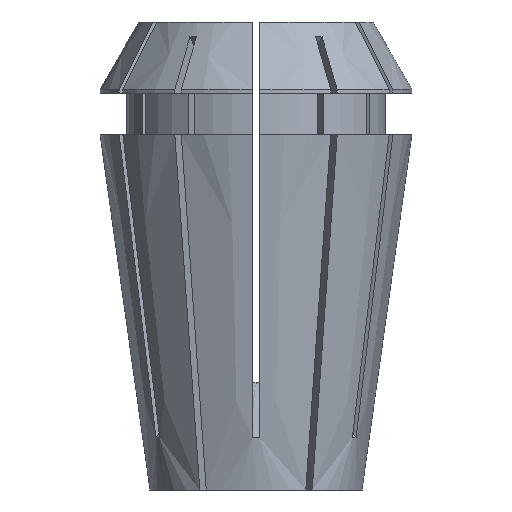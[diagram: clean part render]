
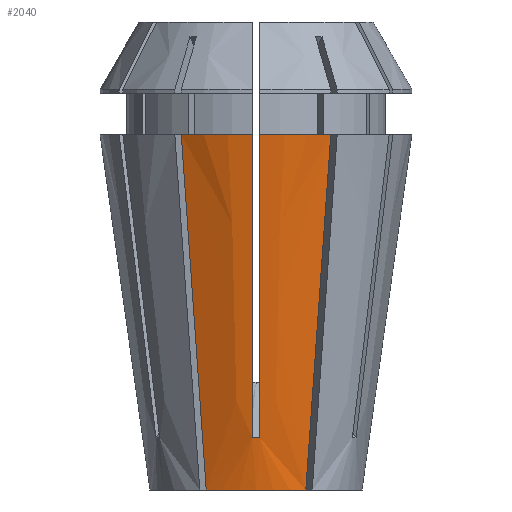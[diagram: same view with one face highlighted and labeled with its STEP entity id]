
A CAD part, left-side view. The second image highlights one B-rep face of the part: STEP entity #2040.
In plain terms, the highlighted conical face has half-angle 8 degrees and reference radius 7.141 mm.
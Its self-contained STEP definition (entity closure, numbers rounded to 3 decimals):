
#50 = CARTESIAN_POINT ( 'NONE',  ( -7.734, -4.177, 11.73 ) ) ;
#73 = AXIS2_PLACEMENT_3D ( 'NONE', #4323, #2095, #2921 ) ;
#106 = VERTEX_POINT ( 'NONE', #3072 ) ;
#258 = B_SPLINE_CURVE_WITH_KNOTS ( 'NONE', 3,
 ( #2521, #737, #3672, #721, #4011, #3321, #3685 ),
 .UNSPECIFIED., .F., .F.,
 ( 4, 3, 4 ),
 ( 0., 0.018, 0.024 ),
 .UNSPECIFIED. ) ;
#279 = ORIENTED_EDGE ( 'NONE', *, *, #285, .T. ) ;
#285 = EDGE_CURVE ( 'NONE', #4302, #2190, #963, .T. ) ;
#325 = CARTESIAN_POINT ( 'NONE',  ( -6.306, 3.352, 0. ) ) ;
#364 = B_SPLINE_CURVE_WITH_KNOTS ( 'NONE', 3,
 ( #1587, #3881, #1988, #4598, #1251, #1570, #2348 ),
 .UNSPECIFIED., .F., .F.,
 ( 4, 3, 4 ),
 ( 0.043, 0.05, 0.063 ),
 .UNSPECIFIED. ) ;
#510 = EDGE_CURVE ( 'NONE', #2190, #1414, #4045, .T. ) ;
#544 = CARTESIAN_POINT ( 'NONE',  ( -7.63, -0.25, 3.504 ) ) ;
#563 = ORIENTED_EDGE ( 'NONE', *, *, #3104, .T. ) ;
#646 = CARTESIAN_POINT ( 'NONE',  ( -8.826, -0.25, 12.009 ) ) ;
#671 = DIRECTION ( 'NONE',  ( 0., 0., -1. ) ) ;
#709 = CARTESIAN_POINT ( 'NONE',  ( -7.63, -0.25, 3.504 ) ) ;
#721 = CARTESIAN_POINT ( 'NONE',  ( -6.993, 3.749, 5.645 ) ) ;
#737 = CARTESIAN_POINT ( 'NONE',  ( -8.475, 4.604, 17.815 ) ) ;
#748 = CARTESIAN_POINT ( 'NONE',  ( -7.634, 0.083, 3.499 ) ) ;
#772 = DIRECTION ( 'NONE',  ( -1., 0., 0. ) ) ;
#806 = EDGE_CURVE ( 'NONE', #4302, #2599, #1798, .T. ) ;
#810 = B_SPLINE_CURVE_WITH_KNOTS ( 'NONE', 3,
 ( #2933, #748, #1208, #544 ),
 .UNSPECIFIED., .F., .F.,
 ( 4, 4 ),
 ( 0., 0.001 ),
 .UNSPECIFIED. ) ;
#963 = CIRCLE ( 'NONE', #4429, 10.5 ) ;
#987 = ORIENTED_EDGE ( 'NONE', *, *, #510, .T. ) ;
#1208 = CARTESIAN_POINT ( 'NONE',  ( -7.634, -0.083, 3.499 ) ) ;
#1251 = CARTESIAN_POINT ( 'NONE',  ( -8.826, 0.25, 12.009 ) ) ;
#1341 = CARTESIAN_POINT ( 'NONE',  ( -10.497, -0.25, 23.9 ) ) ;
#1360 = CARTESIAN_POINT ( 'NONE',  ( -9.216, -5.032, 23.9 ) ) ;
#1389 = CARTESIAN_POINT ( 'NONE',  ( 0., 0., 23.9 ) ) ;
#1390 = CARTESIAN_POINT ( 'NONE',  ( -10.139, -0.25, 21.354 ) ) ;
#1414 = VERTEX_POINT ( 'NONE', #3261 ) ;
#1570 = CARTESIAN_POINT ( 'NONE',  ( -8.228, 0.25, 7.756 ) ) ;
#1587 = CARTESIAN_POINT ( 'NONE',  ( -10.497, 0.25, 23.9 ) ) ;
#1754 = CARTESIAN_POINT ( 'NONE',  ( -8.228, -0.25, 7.756 ) ) ;
#1798 = B_SPLINE_CURVE_WITH_KNOTS ( 'NONE', 3,
 ( #3797, #1941, #50, #3027, #2322, #1964, #2335 ),
 .UNSPECIFIED., .F., .F.,
 ( 4, 3, 4 ),
 ( 0., 0.018, 0.024 ),
 .UNSPECIFIED. ) ;
#1937 = VERTEX_POINT ( 'NONE', #3207 ) ;
#1941 = CARTESIAN_POINT ( 'NONE',  ( -8.475, -4.604, 17.815 ) ) ;
#1960 = VERTEX_POINT ( 'NONE', #4420 ) ;
#1964 = CARTESIAN_POINT ( 'NONE',  ( -6.535, -3.484, 1.882 ) ) ;
#1988 = CARTESIAN_POINT ( 'NONE',  ( -9.781, 0.25, 18.807 ) ) ;
#1989 = CARTESIAN_POINT ( 'NONE',  ( -10.497, -0.25, 23.9 ) ) ;
#1995 = EDGE_CURVE ( 'NONE', #106, #1414, #810, .T. ) ;
#2012 = ORIENTED_EDGE ( 'NONE', *, *, #1995, .F. ) ;
#2040 = ADVANCED_FACE ( 'NONE', ( #4138 ), #3721, .T. ) ;
#2095 = DIRECTION ( 'NONE',  ( 0., 0., 1. ) ) ;
#2113 = DIRECTION ( 'NONE',  ( 0., 0., -1. ) ) ;
#2190 = VERTEX_POINT ( 'NONE', #1989 ) ;
#2283 = ORIENTED_EDGE ( 'NONE', *, *, #3711, .T. ) ;
#2322 = CARTESIAN_POINT ( 'NONE',  ( -6.764, -3.617, 3.763 ) ) ;
#2335 = CARTESIAN_POINT ( 'NONE',  ( -6.306, -3.352, 0. ) ) ;
#2348 = CARTESIAN_POINT ( 'NONE',  ( -7.63, 0.25, 3.504 ) ) ;
#2469 = DIRECTION ( 'NONE',  ( 0., 0., -1. ) ) ;
#2472 = CARTESIAN_POINT ( 'NONE',  ( -6.306, -3.352, 0. ) ) ;
#2495 = ORIENTED_EDGE ( 'NONE', *, *, #4771, .F. ) ;
#2521 = CARTESIAN_POINT ( 'NONE',  ( -9.216, 5.032, 23.9 ) ) ;
#2599 = VERTEX_POINT ( 'NONE', #2472 ) ;
#2608 = AXIS2_PLACEMENT_3D ( 'NONE', #3191, #2113, #772 ) ;
#2921 = DIRECTION ( 'NONE',  ( 1., 0., 0. ) ) ;
#2933 = CARTESIAN_POINT ( 'NONE',  ( -7.63, 0.25, 3.504 ) ) ;
#3027 = CARTESIAN_POINT ( 'NONE',  ( -6.993, -3.749, 5.645 ) ) ;
#3072 = CARTESIAN_POINT ( 'NONE',  ( -7.63, 0.25, 3.504 ) ) ;
#3104 = EDGE_CURVE ( 'NONE', #1937, #3649, #258, .T. ) ;
#3191 = CARTESIAN_POINT ( 'NONE',  ( 0., 0., 0. ) ) ;
#3207 = CARTESIAN_POINT ( 'NONE',  ( -9.216, 5.032, 23.9 ) ) ;
#3248 = ORIENTED_EDGE ( 'NONE', *, *, #806, .F. ) ;
#3261 = CARTESIAN_POINT ( 'NONE',  ( -7.63, -0.25, 3.504 ) ) ;
#3289 = CARTESIAN_POINT ( 'NONE',  ( -9.781, -0.25, 18.807 ) ) ;
#3306 = DIRECTION ( 'NONE',  ( -1., 0., 0. ) ) ;
#3321 = CARTESIAN_POINT ( 'NONE',  ( -6.535, 3.484, 1.882 ) ) ;
#3445 = CIRCLE ( 'NONE', #4712, 10.5 ) ;
#3494 = CIRCLE ( 'NONE', #2608, 7.141 ) ;
#3605 = EDGE_CURVE ( 'NONE', #2599, #3649, #3494, .T. ) ;
#3649 = VERTEX_POINT ( 'NONE', #325 ) ;
#3672 = CARTESIAN_POINT ( 'NONE',  ( -7.734, 4.177, 11.73 ) ) ;
#3685 = CARTESIAN_POINT ( 'NONE',  ( -6.306, 3.352, 0. ) ) ;
#3711 = EDGE_CURVE ( 'NONE', #1960, #1937, #3445, .T. ) ;
#3721 = CONICAL_SURFACE ( 'NONE', #73, 7.141, 0.14 ) ;
#3797 = CARTESIAN_POINT ( 'NONE',  ( -9.216, -5.032, 23.9 ) ) ;
#3810 = ORIENTED_EDGE ( 'NONE', *, *, #3605, .F. ) ;
#3872 = EDGE_LOOP ( 'NONE', ( #3248, #279, #987, #2012, #2495, #2283, #563, #3810 ) ) ;
#3881 = CARTESIAN_POINT ( 'NONE',  ( -10.139, 0.25, 21.354 ) ) ;
#3949 = DIRECTION ( 'NONE',  ( -1., 0., 0. ) ) ;
#3991 = CARTESIAN_POINT ( 'NONE',  ( -9.423, -0.25, 16.261 ) ) ;
#4011 = CARTESIAN_POINT ( 'NONE',  ( -6.764, 3.617, 3.763 ) ) ;
#4045 = B_SPLINE_CURVE_WITH_KNOTS ( 'NONE', 3,
 ( #1341, #1390, #3289, #3991, #646, #1754, #709 ),
 .UNSPECIFIED., .F., .F.,
 ( 4, 3, 4 ),
 ( 0.043, 0.05, 0.063 ),
 .UNSPECIFIED. ) ;
#4138 = FACE_OUTER_BOUND ( 'NONE', #3872, .T. ) ;
#4302 = VERTEX_POINT ( 'NONE', #1360 ) ;
#4323 = CARTESIAN_POINT ( 'NONE',  ( 0., 0., 0. ) ) ;
#4332 = CARTESIAN_POINT ( 'NONE',  ( 0., 0., 23.9 ) ) ;
#4420 = CARTESIAN_POINT ( 'NONE',  ( -10.497, 0.25, 23.9 ) ) ;
#4429 = AXIS2_PLACEMENT_3D ( 'NONE', #4332, #2469, #3949 ) ;
#4598 = CARTESIAN_POINT ( 'NONE',  ( -9.423, 0.25, 16.261 ) ) ;
#4712 = AXIS2_PLACEMENT_3D ( 'NONE', #1389, #671, #3306 ) ;
#4771 = EDGE_CURVE ( 'NONE', #1960, #106, #364, .T. ) ;
